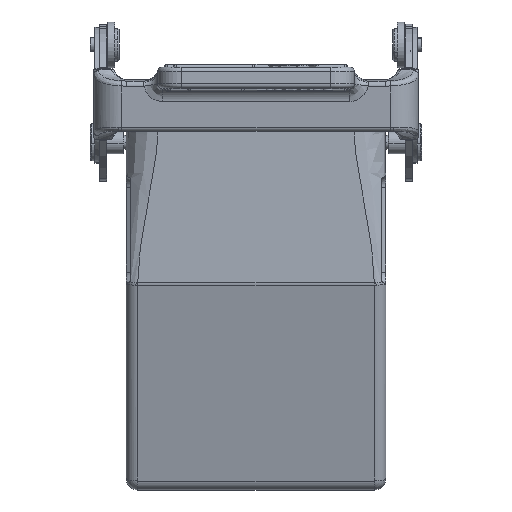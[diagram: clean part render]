
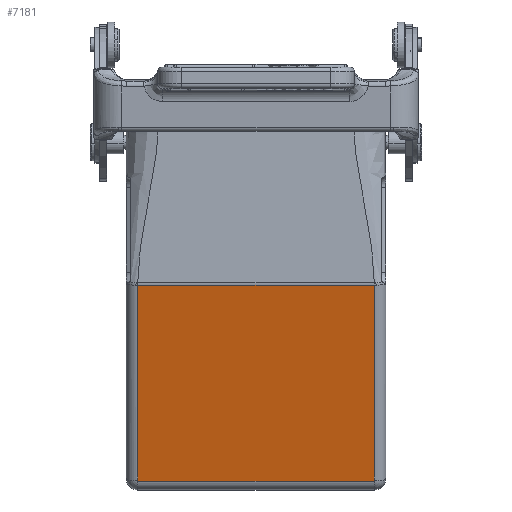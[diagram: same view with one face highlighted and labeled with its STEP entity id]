
A CAD part, left-side view. The second image highlights one B-rep face of the part: STEP entity #7181.
In plain terms, the highlighted planar face has unit normal (-0.973, 0, -0.232).
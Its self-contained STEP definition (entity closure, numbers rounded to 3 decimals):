
#3136=LINE('',#41331,#5211);
#3145=LINE('',#41443,#5220);
#3146=LINE('',#41445,#5221);
#3147=LINE('',#41447,#5222);
#5211=VECTOR('',#33331,1.);
#5220=VECTOR('',#33368,1.);
#5221=VECTOR('',#33371,1.);
#5222=VECTOR('',#33372,1.);
#7181=ADVANCED_FACE('',(#9593),#8700,.T.);
#8700=PLANE('',#30047);
#9593=FACE_OUTER_BOUND('',#11201,.T.);
#11201=EDGE_LOOP('',(#14157,#14158,#14159,#14160));
#14157=ORIENTED_EDGE('',*,*,#25135,.T.);
#14158=ORIENTED_EDGE('',*,*,#25108,.T.);
#14159=ORIENTED_EDGE('',*,*,#25134,.T.);
#14160=ORIENTED_EDGE('',*,*,#25136,.T.);
#21937=VERTEX_POINT('',#41312);
#21939=VERTEX_POINT('',#41330);
#21956=VERTEX_POINT('',#41442);
#21957=VERTEX_POINT('',#41446);
#25108=EDGE_CURVE('',#21937,#21939,#3136,.T.);
#25134=EDGE_CURVE('',#21939,#21956,#3145,.T.);
#25135=EDGE_CURVE('',#21957,#21937,#3146,.T.);
#25136=EDGE_CURVE('',#21956,#21957,#3147,.T.);
#30047=AXIS2_PLACEMENT_3D('',#41448,#33373,#33374);
#33331=DIRECTION('',(0.,1.,0.));
#33368=DIRECTION('',(0.232,0.,-0.973));
#33371=DIRECTION('',(-0.232,0.,0.973));
#33372=DIRECTION('',(0.,-1.,0.));
#33373=DIRECTION('',(-0.973,0.,-0.232));
#33374=DIRECTION('',(-0.232,0.,0.973));
#41312=CARTESIAN_POINT('',(-40.932,-25.25,-35.286));
#41330=CARTESIAN_POINT('',(-40.932,25.25,-35.286));
#41331=CARTESIAN_POINT('',(-40.932,-25.25,-35.286));
#41442=CARTESIAN_POINT('',(-30.958,25.25,-77.08));
#41443=CARTESIAN_POINT('',(-40.932,25.25,-35.286));
#41445=CARTESIAN_POINT('',(-30.958,-25.25,-77.08));
#41446=CARTESIAN_POINT('',(-30.958,-25.25,-77.08));
#41447=CARTESIAN_POINT('',(-30.958,25.25,-77.08));
#41448=CARTESIAN_POINT('',(-30.5,-28.,-79.));
